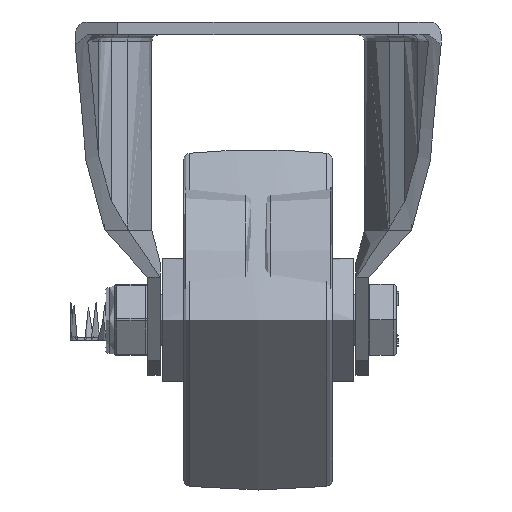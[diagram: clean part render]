
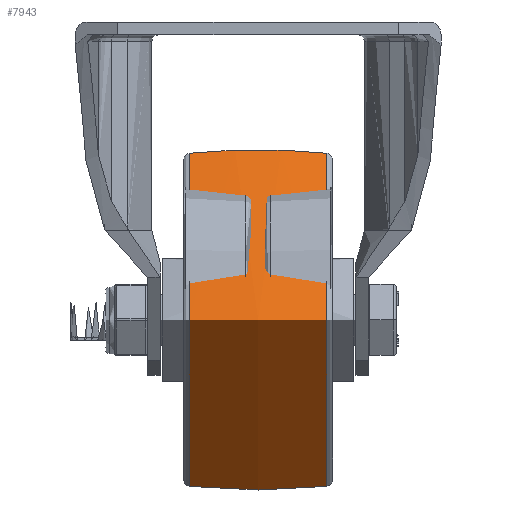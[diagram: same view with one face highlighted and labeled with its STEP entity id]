
A CAD part, left-side view. The second image highlights one B-rep face of the part: STEP entity #7943.
In plain terms, the highlighted free-form (B-spline) face has degree [2, 2] with [3, 9] control points.
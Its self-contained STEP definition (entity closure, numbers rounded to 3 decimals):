
#29=(
BOUNDED_SURFACE()
B_SPLINE_SURFACE(2,2,((#13194,#13195,#13196,#13197,#13198,#13199,#13200,
#13201,#13202),(#13203,#13204,#13205,#13206,#13207,#13208,#13209,#13210,
#13211),(#13212,#13213,#13214,#13215,#13216,#13217,#13218,#13219,#13220)),
 .UNSPECIFIED.,.F.,.T.,.F.)
B_SPLINE_SURFACE_WITH_KNOTS((3,3),(3,2,2,2,3),(-0.105,0.105),
(-3.142,-1.571,0.,1.571,3.142),
 .UNSPECIFIED.)
GEOMETRIC_REPRESENTATION_ITEM()
RATIONAL_B_SPLINE_SURFACE(((1.,0.707,1.,0.707,1.,
0.707,1.,0.707,1.),(0.994,0.703,
0.994,0.703,0.994,0.703,
0.994,0.703,0.994),(1.,0.707,
1.,0.707,1.,0.707,1.,0.707,1.)))
REPRESENTATION_ITEM('')
SURFACE()
);
#925=FACE_OUTER_BOUND('',#1414,.T.);
#1414=EDGE_LOOP('',(#6141,#6142,#6143,#6144));
#3115=CIRCLE('',#8623,39.148);
#3150=CIRCLE('',#8671,39.148);
#3151=CIRCLE('',#8672,153.625);
#3582=VERTEX_POINT('',#13111);
#3609=VERTEX_POINT('',#13191);
#4473=EDGE_CURVE('',#3582,#3582,#3115,.T.);
#4514=EDGE_CURVE('',#3609,#3609,#3150,.T.);
#4515=EDGE_CURVE('',#3609,#3582,#3151,.T.);
#6141=ORIENTED_EDGE('',*,*,#4514,.F.);
#6142=ORIENTED_EDGE('',*,*,#4515,.T.);
#6143=ORIENTED_EDGE('',*,*,#4473,.T.);
#6144=ORIENTED_EDGE('',*,*,#4515,.F.);
#7943=ADVANCED_FACE('',(#925),#29,.F.);
#8623=AXIS2_PLACEMENT_3D('',#13112,#9935,#9936);
#8671=AXIS2_PLACEMENT_3D('',#13193,#10037,#10038);
#8672=AXIS2_PLACEMENT_3D('',#13221,#10039,#10040);
#9935=DIRECTION('center_axis',(0.,-1.,0.));
#9936=DIRECTION('ref_axis',(1.,0.,0.));
#10037=DIRECTION('center_axis',(0.,-1.,0.));
#10038=DIRECTION('ref_axis',(1.,0.,0.));
#10039=DIRECTION('center_axis',(-1.,0.,0.));
#10040=DIRECTION('ref_axis',(0.,0.,1.));
#13111=CARTESIAN_POINT('',(0.,16.158,39.148));
#13112=CARTESIAN_POINT('Origin',(0.,16.158,
0.));
#13191=CARTESIAN_POINT('',(0.,-16.158,39.148));
#13193=CARTESIAN_POINT('Origin',(0.,-16.158,
0.));
#13194=CARTESIAN_POINT('Ctrl Pts',(0.,16.158,
39.148));
#13195=CARTESIAN_POINT('Ctrl Pts',(-39.148,16.158,39.148));
#13196=CARTESIAN_POINT('Ctrl Pts',(-39.148,16.158,0.));
#13197=CARTESIAN_POINT('Ctrl Pts',(-39.148,16.158,-39.148));
#13198=CARTESIAN_POINT('Ctrl Pts',(0.,16.158,
-39.148));
#13199=CARTESIAN_POINT('Ctrl Pts',(39.148,16.158,-39.148));
#13200=CARTESIAN_POINT('Ctrl Pts',(39.148,16.158,0.));
#13201=CARTESIAN_POINT('Ctrl Pts',(39.148,16.158,39.148));
#13202=CARTESIAN_POINT('Ctrl Pts',(0.,16.158,
39.148));
#13203=CARTESIAN_POINT('Ctrl Pts',(0.,0.,
40.857));
#13204=CARTESIAN_POINT('Ctrl Pts',(-40.857,0.,
40.857));
#13205=CARTESIAN_POINT('Ctrl Pts',(-40.857,0.,
0.));
#13206=CARTESIAN_POINT('Ctrl Pts',(-40.857,0.,
-40.857));
#13207=CARTESIAN_POINT('Ctrl Pts',(0.,0.,
-40.857));
#13208=CARTESIAN_POINT('Ctrl Pts',(40.857,0.,
-40.857));
#13209=CARTESIAN_POINT('Ctrl Pts',(40.857,0.,
0.));
#13210=CARTESIAN_POINT('Ctrl Pts',(40.857,0.,
40.857));
#13211=CARTESIAN_POINT('Ctrl Pts',(0.,0.,
40.857));
#13212=CARTESIAN_POINT('Ctrl Pts',(0.,-16.158,
39.148));
#13213=CARTESIAN_POINT('Ctrl Pts',(-39.148,-16.158,
39.148));
#13214=CARTESIAN_POINT('Ctrl Pts',(-39.148,-16.158,
0.));
#13215=CARTESIAN_POINT('Ctrl Pts',(-39.148,-16.158,
-39.148));
#13216=CARTESIAN_POINT('Ctrl Pts',(0.,-16.158,
-39.148));
#13217=CARTESIAN_POINT('Ctrl Pts',(39.148,-16.158,-39.148));
#13218=CARTESIAN_POINT('Ctrl Pts',(39.148,-16.158,0.));
#13219=CARTESIAN_POINT('Ctrl Pts',(39.148,-16.158,39.148));
#13220=CARTESIAN_POINT('Ctrl Pts',(0.,-16.158,
39.148));
#13221=CARTESIAN_POINT('Origin',(0.,0.,
-113.625));
